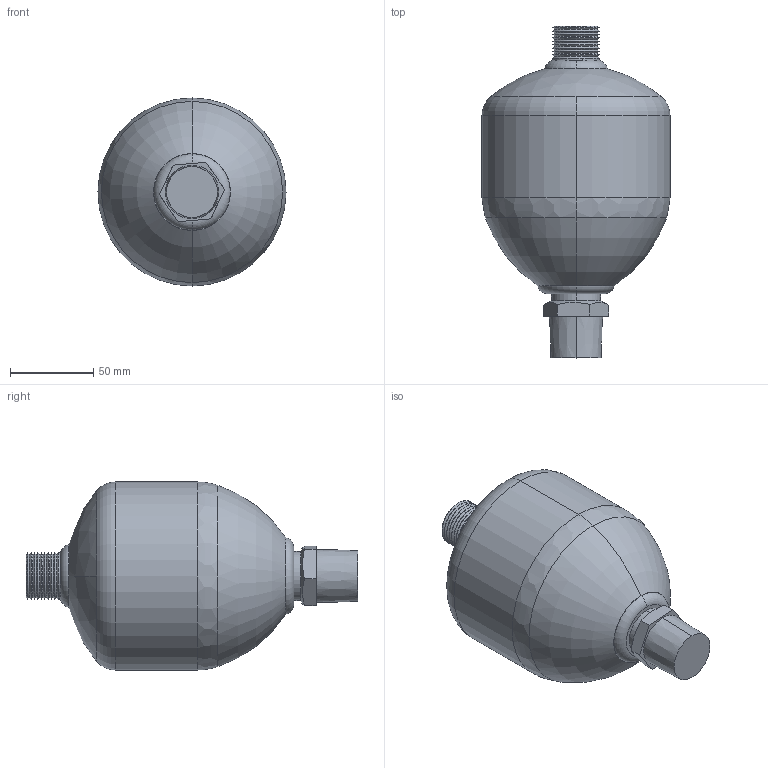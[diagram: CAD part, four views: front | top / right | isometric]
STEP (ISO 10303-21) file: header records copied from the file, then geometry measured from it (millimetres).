
FILE_DESCRIPTION (( 'STEP AP214' ), '1' );
FILE_NAME ('6013.STEP', '2008-05-08T13:42:20', ( ' ' ), ( ' ' ), 'SwSTEP 2.0', 'SolidWorks 2008', '' );
FILE_SCHEMA (( 'AUTOMOTIVE_DESIGN' ));
Length unit declared in the file: inch
Products named in the file (3): 6013; acc_top; 6013_body
Assembly tree (2 placements, depth 2):
  6013
    6013_body
    acc_top
Bounding box: 112.78 x 199.05 x 112.78 mm (x, y, z)
Volume: 1090725.9 mm3; surface area: 59537.3 mm2
Topology: 2 solids, 2 shells, 92 faces, 200 edges, 118 vertices
Faces by surface type: cone 48, plane 22, cylinder 10, torus 10, sphere 2
Entity records: 2652 total; most frequent: CARTESIAN_POINT 515, DIRECTION 472, ORIENTED_EDGE 400, EDGE_CURVE 200, AXIS2_PLACEMENT_3D 195, VERTEX_POINT 118, EDGE_LOOP 98, CIRCLE 98
